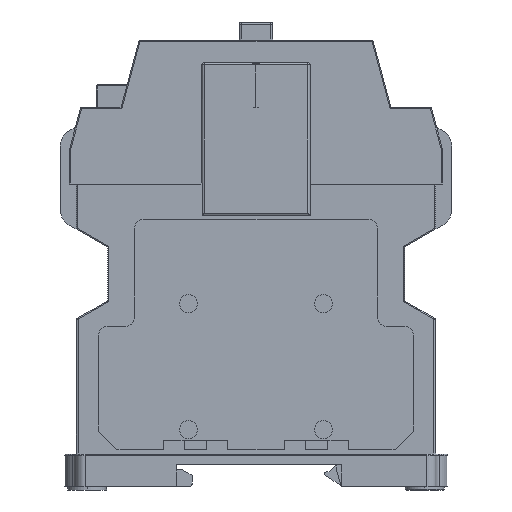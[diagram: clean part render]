
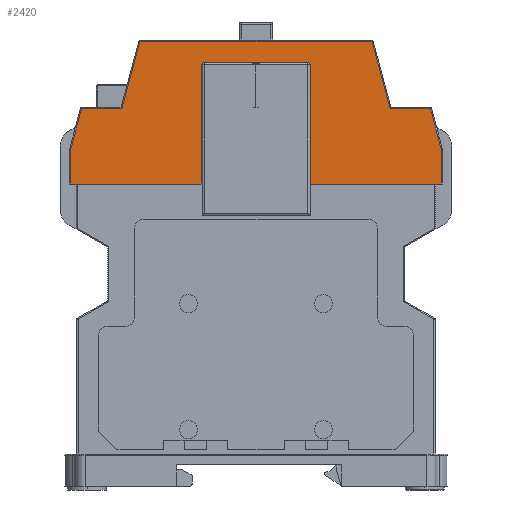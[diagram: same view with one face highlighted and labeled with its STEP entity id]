
A CAD part, left-side view. The second image highlights one B-rep face of the part: STEP entity #2420.
In plain terms, the highlighted planar face has unit normal (-1, 0, 0).
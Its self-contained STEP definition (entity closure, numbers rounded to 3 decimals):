
#2420=ADVANCED_FACE('NONE',(#5826),#5827,.F.);
#5826=FACE_OUTER_BOUND('',#10118,.T.);
#5827=PLANE('',#10119);
#10118=EDGE_LOOP('',(#21442,#21443,#21444,#21445,#21446,#21447,#21448,#21449,#21450,#21451,#21452,#21453,#21454,#21455,#21456,#21457));
#10119=AXIS2_PLACEMENT_3D('',#21458,#21459,#21460);
#21442=ORIENTED_EDGE('',*,*,#30974,.T.);
#21443=ORIENTED_EDGE('',*,*,#30975,.T.);
#21444=ORIENTED_EDGE('',*,*,#30976,.T.);
#21445=ORIENTED_EDGE('',*,*,#30977,.T.);
#21446=ORIENTED_EDGE('',*,*,#30978,.T.);
#21447=ORIENTED_EDGE('',*,*,#30979,.T.);
#21448=ORIENTED_EDGE('',*,*,#30980,.T.);
#21449=ORIENTED_EDGE('',*,*,#30981,.T.);
#21450=ORIENTED_EDGE('',*,*,#30982,.T.);
#21451=ORIENTED_EDGE('',*,*,#30983,.T.);
#21452=ORIENTED_EDGE('',*,*,#30984,.T.);
#21453=ORIENTED_EDGE('',*,*,#30985,.F.);
#21454=ORIENTED_EDGE('',*,*,#30986,.T.);
#21455=ORIENTED_EDGE('',*,*,#30987,.F.);
#21456=ORIENTED_EDGE('',*,*,#30988,.T.);
#21457=ORIENTED_EDGE('',*,*,#30989,.T.);
#21458=CARTESIAN_POINT('',(19.2,55.5,85.0));
#21459=DIRECTION('',(1.0,0.,0.0));
#21460=DIRECTION('',(0.0,0.0,1.0));
#30974=EDGE_CURVE('NONE',#37209,#37210,#37211,.T.);
#30975=EDGE_CURVE('NONE',#37210,#37212,#37213,.T.);
#30976=EDGE_CURVE('NONE',#37212,#37214,#37215,.T.);
#30977=EDGE_CURVE('NONE',#37214,#37216,#37217,.T.);
#30978=EDGE_CURVE('NONE',#37216,#37218,#37219,.T.);
#30979=EDGE_CURVE('NONE',#37218,#37220,#37221,.T.);
#30980=EDGE_CURVE('NONE',#37220,#37222,#37223,.T.);
#30981=EDGE_CURVE('NONE',#37222,#37224,#37225,.T.);
#30982=EDGE_CURVE('NONE',#37224,#37226,#37227,.T.);
#30983=EDGE_CURVE('NONE',#37226,#37228,#37229,.T.);
#30984=EDGE_CURVE('NONE',#37228,#37230,#37231,.T.);
#30985=EDGE_CURVE('NONE',#37232,#37230,#37233,.T.);
#30986=EDGE_CURVE('NONE',#37232,#37234,#37235,.T.);
#30987=EDGE_CURVE('NONE',#37236,#37234,#37237,.T.);
#30988=EDGE_CURVE('NONE',#37236,#37238,#37239,.T.);
#30989=EDGE_CURVE('NONE',#37238,#37209,#37240,.T.);
#37209=VERTEX_POINT('NONE',#47184);
#37210=VERTEX_POINT('NONE',#47185);
#37211=LINE('',#47186,#47187);
#37212=VERTEX_POINT('NONE',#47188);
#37213=LINE('',#47189,#47190);
#37214=VERTEX_POINT('NONE',#47191);
#37215=LINE('',#47192,#47193);
#37216=VERTEX_POINT('NONE',#47194);
#37217=LINE('',#47195,#47196);
#37218=VERTEX_POINT('NONE',#47197);
#37219=LINE('',#47198,#47199);
#37220=VERTEX_POINT('NONE',#47200);
#37221=LINE('',#47201,#47202);
#37222=VERTEX_POINT('NONE',#47203);
#37223=LINE('',#47204,#47205);
#37224=VERTEX_POINT('NONE',#47206);
#37225=LINE('',#47207,#47208);
#37226=VERTEX_POINT('NONE',#47209);
#37227=LINE('',#47210,#47211);
#37228=VERTEX_POINT('NONE',#47212);
#37229=LINE('',#47213,#47214);
#37230=VERTEX_POINT('NONE',#47215);
#37231=LINE('',#47216,#47217);
#37232=VERTEX_POINT('NONE',#47218);
#37233=LINE('',#47219,#47220);
#37234=VERTEX_POINT('NONE',#47221);
#37235=CIRCLE('',#47222,0.5);
#37236=VERTEX_POINT('NONE',#47223);
#37237=LINE('',#47224,#47225);
#37238=VERTEX_POINT('NONE',#47226);
#37239=CIRCLE('',#47227,0.5);
#37240=LINE('',#47228,#47229);
#47184=CARTESIAN_POINT('',(19.2,31.5,68.0));
#47185=CARTESIAN_POINT('',(19.2,2.25,68.0));
#47186=CARTESIAN_POINT('',(19.2,2.,68.0));
#47187=VECTOR('',#57090,1000.0);
#47188=CARTESIAN_POINT('',(19.2,2.25,75.467));
#47189=CARTESIAN_POINT('',(19.2,2.25,85.0));
#47190=VECTOR('',#57091,1000.0);
#47191=CARTESIAN_POINT('',(19.2,4.737,84.75));
#47192=CARTESIAN_POINT('',(19.2,4.787,84.935));
#47193=VECTOR('',#57092,1000.0);
#47194=CARTESIAN_POINT('',(19.2,13.692,84.75));
#47195=CARTESIAN_POINT('',(19.2,55.5,84.75));
#47196=VECTOR('',#57093,1000.0);
#47197=CARTESIAN_POINT('',(19.2,17.711,99.75));
#47198=CARTESIAN_POINT('',(19.2,17.761,99.935));
#47199=VECTOR('',#57094,1000.0);
#47200=CARTESIAN_POINT('',(19.2,69.289,99.75));
#47201=CARTESIAN_POINT('',(19.2,55.5,99.75));
#47202=VECTOR('',#57095,1000.0);
#47203=CARTESIAN_POINT('',(19.2,73.308,84.75));
#47204=CARTESIAN_POINT('',(19.2,72.053,89.435));
#47205=VECTOR('',#57096,1000.0);
#47206=CARTESIAN_POINT('',(19.2,82.263,84.75));
#47207=CARTESIAN_POINT('',(19.2,55.5,84.75));
#47208=VECTOR('',#57097,1000.0);
#47209=CARTESIAN_POINT('',(19.2,84.75,75.467));
#47210=CARTESIAN_POINT('',(19.2,80.407,91.674));
#47211=VECTOR('',#57098,1000.0);
#47212=CARTESIAN_POINT('',(19.2,84.75,68.0));
#47213=CARTESIAN_POINT('',(19.2,84.75,85.0));
#47214=VECTOR('',#57099,1000.0);
#47215=CARTESIAN_POINT('',(19.2,55.5,68.0));
#47216=CARTESIAN_POINT('',(19.2,55.5,68.0));
#47217=VECTOR('',#57100,1000.0);
#47218=CARTESIAN_POINT('',(19.2,55.5,94.5));
#47219=CARTESIAN_POINT('',(19.2,55.5,85.0));
#47220=VECTOR('',#57101,1000.0);
#47221=CARTESIAN_POINT('',(19.2,55.,95.0));
#47222=AXIS2_PLACEMENT_3D('',#57102,#57103,#57104);
#47223=CARTESIAN_POINT('',(19.2,32.,95.0));
#47224=CARTESIAN_POINT('',(19.2,55.5,95.0));
#47225=VECTOR('',#57105,1000.0);
#47226=CARTESIAN_POINT('',(19.2,31.5,94.5));
#47227=AXIS2_PLACEMENT_3D('',#57106,#57107,#57108);
#47228=CARTESIAN_POINT('',(19.2,31.5,85.0));
#47229=VECTOR('',#57109,1000.0);
#57090=DIRECTION('',(0.,-1.0,0.0));
#57091=DIRECTION('',(0.0,0.0,1.0));
#57092=DIRECTION('',(0.,0.259,0.966));
#57093=DIRECTION('',(0.,1.0,0.0));
#57094=DIRECTION('',(0.,0.259,0.966));
#57095=DIRECTION('',(0.,1.0,0.0));
#57096=DIRECTION('',(0.,0.259,-0.966));
#57097=DIRECTION('',(0.,1.0,0.0));
#57098=DIRECTION('',(0.,0.259,-0.966));
#57099=DIRECTION('',(0.0,0.0,-1.0));
#57100=DIRECTION('',(0.,-1.0,-0.0));
#57101=DIRECTION('',(-0.0,-0.0,-1.0));
#57102=CARTESIAN_POINT('',(19.2,55.,94.5));
#57103=DIRECTION('',(1.0,0.0,0.0));
#57104=DIRECTION('',(0.0,1.0,0.0));
#57105=DIRECTION('',(0.0,1.0,0.0));
#57106=CARTESIAN_POINT('',(19.2,32.,94.5));
#57107=DIRECTION('',(1.0,0.0,0.0));
#57108=DIRECTION('',(0.0,1.0,0.0));
#57109=DIRECTION('',(-0.0,-0.0,-1.0));
